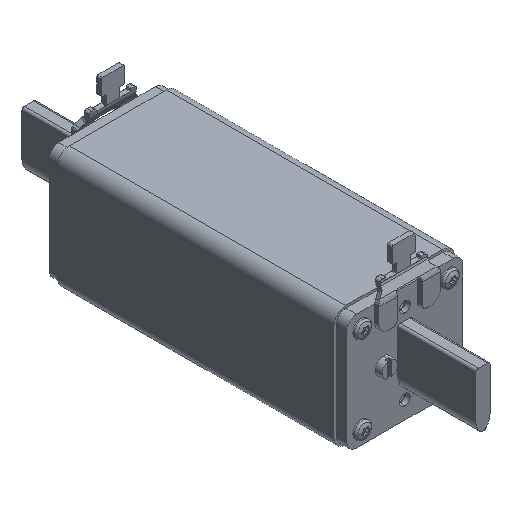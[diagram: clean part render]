
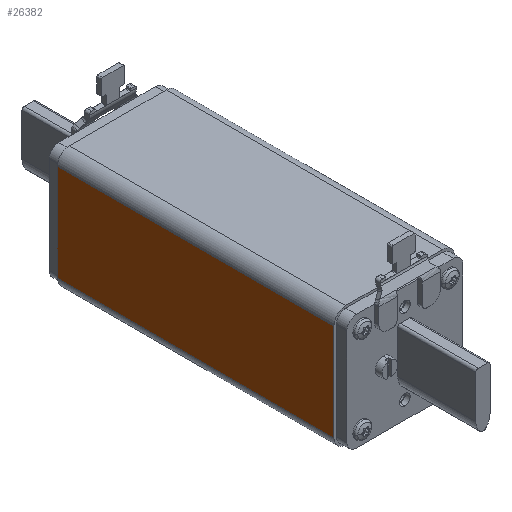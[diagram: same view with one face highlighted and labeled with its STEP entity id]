
A CAD part, isometric view. The second image highlights one B-rep face of the part: STEP entity #26382.
In plain terms, the highlighted free-form (B-spline) face has degree [1, 1] with [2, 2] control points.
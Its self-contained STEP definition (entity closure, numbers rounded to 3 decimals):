
#26317=CARTESIAN_POINT('V836',(9.082,
   -102.565,86.405));
#26318=VERTEX_POINT('V836',#26317);
#26332=CARTESIAN_POINT('V844',(9.082,14.435,
   86.405));
#26333=VERTEX_POINT('V844',#26332);
#26334=CARTESIAN_POINT('E1286',(9.082,
   -102.565,86.405));
#26335=CARTESIAN_POINT('E1286',(9.082,14.435,
   86.405));
#26336=QUASI_UNIFORM_CURVE('E1286',1,(#26334,#26335),.POLYLINE_FORM.,
   .F.,.U.);
#26337=EDGE_CURVE('E1286',#26318,#26333,#26336,.T.);
#26355=CARTESIAN_POINT('F445',(9.082,20.285,
   129.455));
#26356=CARTESIAN_POINT('F445',(9.082,20.285,
   84.355));
#26357=CARTESIAN_POINT('F445',(9.082,
   -108.415,129.455));
#26358=CARTESIAN_POINT('F445',(9.082,
   -108.415,84.355));
#26359=B_SPLINE_SURFACE_WITH_KNOTS('F445',1,1,((#26355,#26357),(
   #26356,#26358)),.PLANE_SURF.,.F.,.F.,.U.,(2,2),(2,2),(0.0,1.0),
   (0.0,2.854),.UNSPECIFIED.);
#26360=CARTESIAN_POINT('V842',(9.082,14.435,
   127.405));
#26361=VERTEX_POINT('V842',#26360);
#26362=CARTESIAN_POINT('E1285',(9.082,14.435,
   86.405));
#26363=CARTESIAN_POINT('E1285',(9.082,14.435,
   127.405));
#26364=QUASI_UNIFORM_CURVE('E1285',1,(#26362,#26363),.POLYLINE_FORM.,
   .F.,.U.);
#26365=EDGE_CURVE('E1285',#26333,#26361,#26364,.T.);
#26366=ORIENTED_EDGE('E1285',*,*,#26365,.F.);
#26367=ORIENTED_EDGE('E1286',*,*,#26337,.F.);
#26368=CARTESIAN_POINT('V835',(9.082,
   -102.565,127.405));
#26369=VERTEX_POINT('V835',#26368);
#26370=CARTESIAN_POINT('E1273',(9.082,
   -102.565,86.405));
#26371=CARTESIAN_POINT('E1273',(9.082,
   -102.565,127.405));
#26372=QUASI_UNIFORM_CURVE('E1273',1,(#26370,#26371),.POLYLINE_FORM.,
   .F.,.U.);
#26373=EDGE_CURVE('E1273',#26318,#26369,#26372,.T.);
#26374=ORIENTED_EDGE('E1273',*,*,#26373,.T.);
#26375=CARTESIAN_POINT('E1282',(9.082,
   -102.565,127.405));
#26376=CARTESIAN_POINT('E1282',(9.082,14.435,
   127.405));
#26377=QUASI_UNIFORM_CURVE('E1282',1,(#26375,#26376),.POLYLINE_FORM.,
   .F.,.U.);
#26378=EDGE_CURVE('E1282',#26369,#26361,#26377,.T.);
#26379=ORIENTED_EDGE('E1282',*,*,#26378,.T.);
#26380=EDGE_LOOP('F445',(#26366,#26367,#26374,#26379));
#26381=FACE_OUTER_BOUND('F445',#26380,.T.);
#26382=ADVANCED_FACE('F445',(#26381),#26359,.T.);
